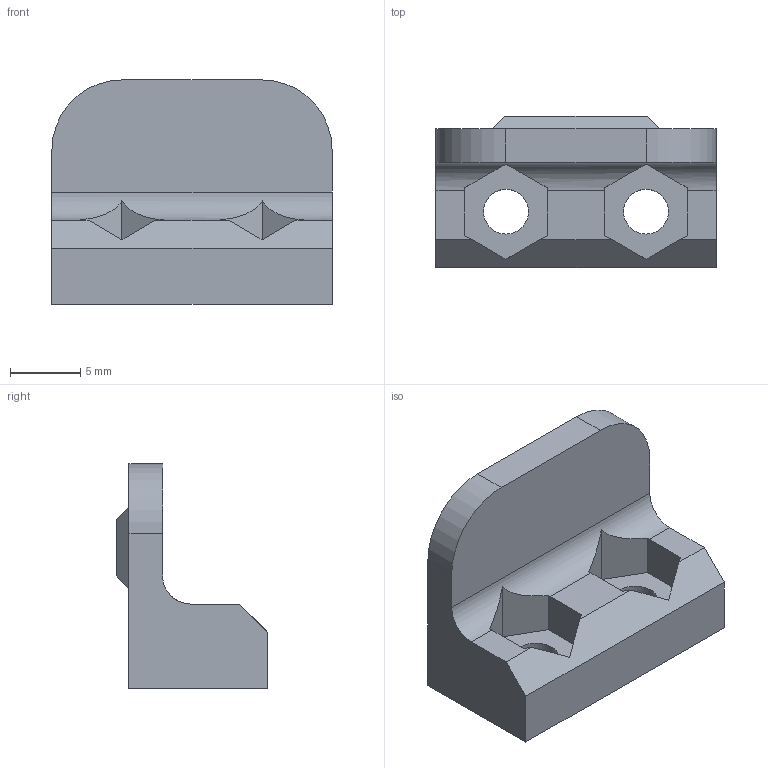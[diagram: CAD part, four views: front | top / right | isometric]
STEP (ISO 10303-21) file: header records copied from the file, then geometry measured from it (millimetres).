
FILE_DESCRIPTION(/* description */ (''),/* implementation_level */ '2;1');
FILE_NAME(/* name */ 'x8_PanelClips v2.step',/* time_stamp */ '2019-08-30T16:11:44-04:00',/* author */ (''),/* organization */ (''),/* preprocessor_version */ 'ST-DEVELOPER v18',/* originating_system */ 'Autodesk Translation Framework v8.6.0.1094',/* authorisation */ '');
FILE_SCHEMA (('AUTOMOTIVE_DESIGN { 1 0 10303 214 3 1 1 }'));
Length unit declared in the file: millimetre
Products named in the file (1): x8_PanelClips
Bounding box: 20 x 10.8 x 16 mm (x, y, z)
Volume: 1441.2 mm3; surface area: 1284.2 mm2
Topology: 1 solids, 1 shells, 35 faces, 96 edges, 64 vertices
Faces by surface type: plane 30, cylinder 5
Full cylindrical faces by diameter (mm): 3.2 x2
Entity records: 1156 total; most frequent: CARTESIAN_POINT 196, ORIENTED_EDGE 192, DIRECTION 186, EDGE_CURVE 96, LINE 78, VECTOR 78, VERTEX_POINT 64, AXIS2_PLACEMENT_3D 54
